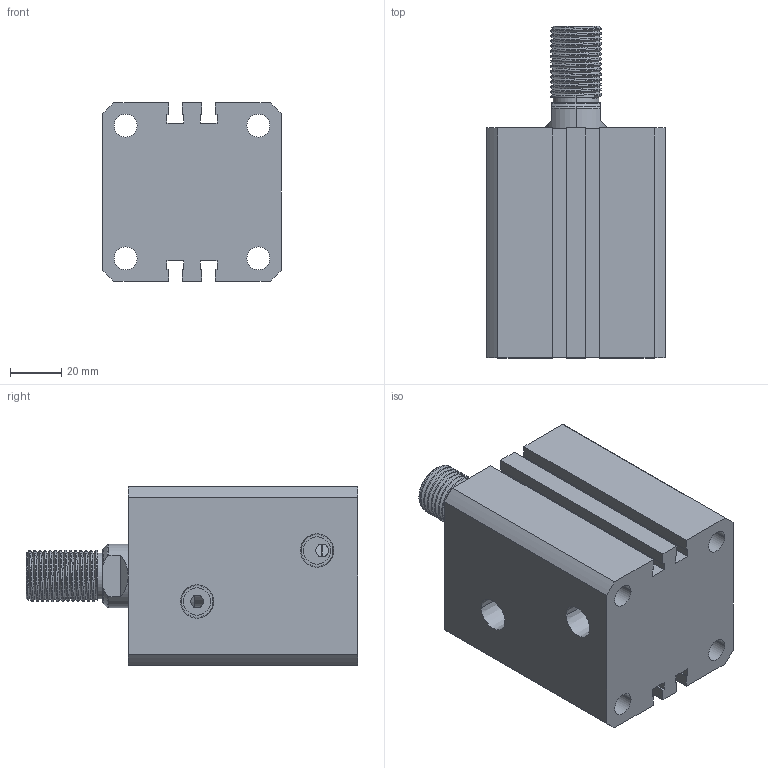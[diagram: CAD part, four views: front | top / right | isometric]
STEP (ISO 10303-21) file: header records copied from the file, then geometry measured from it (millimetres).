
FILE_DESCRIPTION (( 'STEP AP214' ), '1' );
FILE_NAME ('chtm-sd40x20w_asm.STEP', '2018-06-09T03:28:09', ( 'Windows' ), ( 'Microsoft' ), 'SwSTEP 2.0', 'SolidWorks 2015', '' );
FILE_SCHEMA (( 'AUTOMOTIVE_DESIGN' ));
Length unit declared in the file: millimetre
Products named in the file (6): CHTM-SD40X20WHSG; CHTM-SD40X20NBT; CHTM-SD40QG; CHTM-SD40HSLM; CHTM-SD40HS; chtm-sd40x20w_asm
Assembly tree (5 placements, depth 2):
  chtm-sd40x20w_asm
    CHTM-SD40HS
    CHTM-SD40HSLM
    CHTM-SD40QG
    CHTM-SD40X20NBT
    CHTM-SD40X20WHSG
Bounding box: 70 x 130 x 70 mm (x, y, z)
Volume: 373838.3 mm3; surface area: 95128.6 mm2
Topology: 5 solids, 5 shells, 335 faces, 812 edges, 517 vertices
Faces by surface type: cylinder 153, plane 84, torus 70, cone 22, bspline 6
Entity records: 15509 total; most frequent: CARTESIAN_POINT 7544, DIRECTION 1644, ORIENTED_EDGE 1624, EDGE_CURVE 812, AXIS2_PLACEMENT_3D 678, VERTEX_POINT 517, EDGE_LOOP 383, CIRCLE 341
